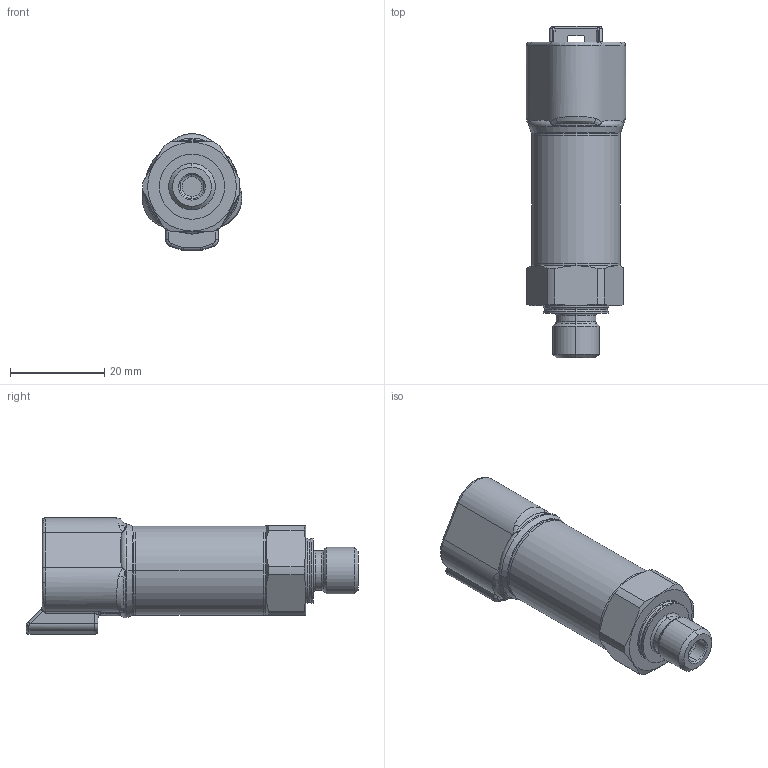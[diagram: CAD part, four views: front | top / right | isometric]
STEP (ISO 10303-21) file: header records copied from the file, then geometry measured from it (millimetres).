
FILE_DESCRIPTION (( 'STEP AP214' ), '1' );
FILE_NAME ('825X.XX.XX.32.D3.STEP', '2019-08-09T09:09:41', ( '' ), ( '' ), 'SwSTEP 2.0', 'SolidWorks 2016', '' );
FILE_SCHEMA (( 'AUTOMOTIVE_DESIGN' ));
Length unit declared in the file: millimetre
Products named in the file (4): C21542_defeatured; C24141_32_C24141; DEUTSCH_3P_D3; 825X.XX.XX.32.D3
Assembly tree (3 placements, depth 2):
  825X.XX.XX.32.D3
    C21542_defeatured
    C24141_32_C24141
    DEUTSCH_3P_D3
Bounding box: 21.15 x 70.4 x 24.71 mm (x, y, z)
Volume: 13902.3 mm3; surface area: 7287.9 mm2
Topology: 3 solids, 3 shells, 318 faces, 774 edges, 473 vertices
Faces by surface type: cylinder 89, plane 76, bspline 70, torus 49, cone 30, sphere 4
Entity records: 16633 total; most frequent: CARTESIAN_POINT 6774, ORIENTED_EDGE 1538, DIRECTION 1311, EDGE_CURVE 769, AXIS2_PLACEMENT_3D 533, VERTEX_POINT 471, EDGE_LOOP 336, FACE_OUTER_BOUND 318
